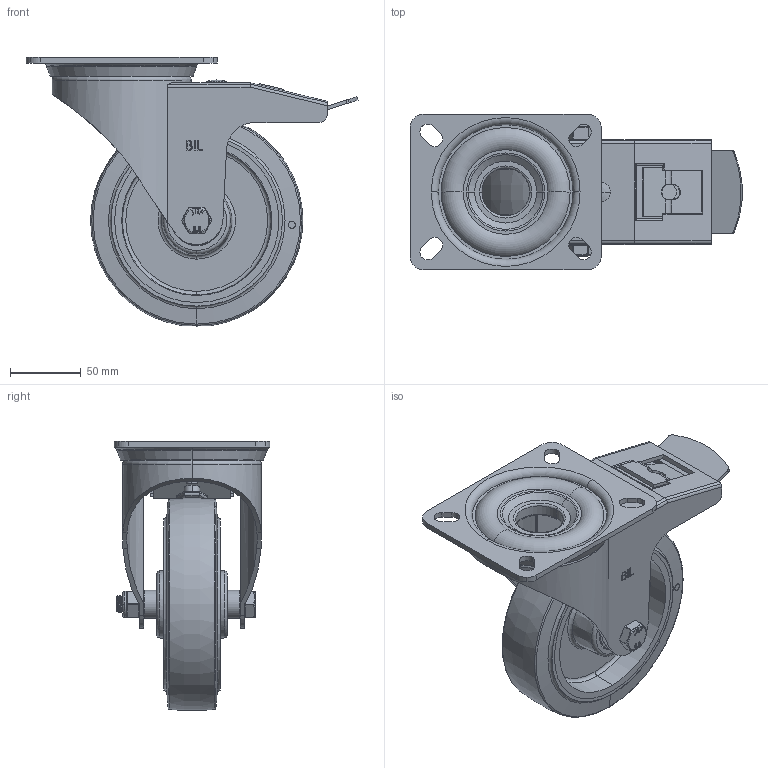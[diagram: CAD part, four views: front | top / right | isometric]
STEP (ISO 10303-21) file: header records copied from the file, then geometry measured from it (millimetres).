
FILE_DESCRIPTION(('STEP AP203'),'1');
FILE_NAME('BZMM150RNBJECSWB.STEP','2023-05-11T07:46:26',(' '),(' '),'Spatial InterOp 3D',' ',' ');
FILE_SCHEMA(('CONFIG_CONTROL_DESIGN'));
Length unit declared in the file: metre
Products named in the file (39): ZINC PLATED, PRESSED STEEL TOP PLATE; ZINC PLATED, PRESSED STEEL TOP PLATE Geometry; BALL BEARINGS; Component1; BZMM150ASSWB - 68; ZINC PLATED, PRESSED STEEL FORKS; BEARING SEAL; ZINC PLATED, PRESSED STEEL BRAKE PEDAL; BRAKE PAD; BRAKE PAD Geometry; BOLT; NUT; BRAKE BOLT; BZMM150RNBJECSWB; 65 SHORE A ELECTRICALLY CONDUCTIBE RUBBER TYRE; 65 SHORE A ELECTRICALLY CONDUCTIBE RUBBER TYRE Geometry; SPOT; BZH150WRNBJM15EC; NYLON RIM; BEARING 6202; METAL; METAL2; Pattern; Component12; MIDDLE; RUBBER; RUBBER2; BEARING SPACER; TH15X9X12; ZINC PLATED HEADED SPACER; HEXBOLTM12X90Z8.8; GRADE 8.8 ZINC PLATED BOLT; NYLOC NUT; RUBBER3; NUT2; NYLOCM12Z
Assembly tree (98 placements, depth 5):
  BZMM150RNBJECSWB
    BZMM150ASSWB - 68
      ZINC PLATED, PRESSED STEEL TOP PLATE
        ZINC PLATED, PRESSED STEEL TOP PLATE Geometry
        BALL BEARINGS
          Component1  x40
      ZINC PLATED, PRESSED STEEL FORKS
      BEARING SEAL
      ZINC PLATED, PRESSED STEEL BRAKE PEDAL
      BRAKE PAD
        BRAKE PAD Geometry
        BOLT
        NUT
        BRAKE BOLT
    BZH150WRNBJM15EC
      65 SHORE A ELECTRICALLY CONDUCTIBE RUBBER TYRE
        65 SHORE A ELECTRICALLY CONDUCTIBE RUBBER TYRE Geometry
        SPOT
      NYLON RIM
      BEARING 6202
        METAL
        METAL2
        Pattern
          Component12  x8
        MIDDLE
        RUBBER
        RUBBER2
      BEARING 6202
        METAL
        METAL2
        Pattern
          Component12  x8
        MIDDLE
        RUBBER
        RUBBER2
      BEARING SPACER
    TH15X9X12
      ZINC PLATED HEADED SPACER
    TH15X9X12
      ZINC PLATED HEADED SPACER
    HEXBOLTM12X90Z8.8
      GRADE 8.8 ZINC PLATED BOLT
    NYLOCM12Z
      NYLOC NUT
        RUBBER3
        NUT2
Bounding box: 234.28 x 110 x 189.9 mm (x, y, z)
Volume: 639366.2 mm3; surface area: 275862.2 mm2
Topology: 83 solids, 83 shells, 1613 faces, 4172 edges, 2600 vertices
Faces by surface type: plane 529, cylinder 435, extrusion 313, sphere 208, torus 70, cone 47, bspline 11
Entity records: 49600 total; most frequent: CARTESIAN_POINT 20496, ORIENTED_EDGE 5608, DIRECTION 5468, EDGE_CURVE 2804, AXIS2_PLACEMENT_3D 2031, VERTEX_POINT 1828, VECTOR 1406, EDGE_LOOP 1280
